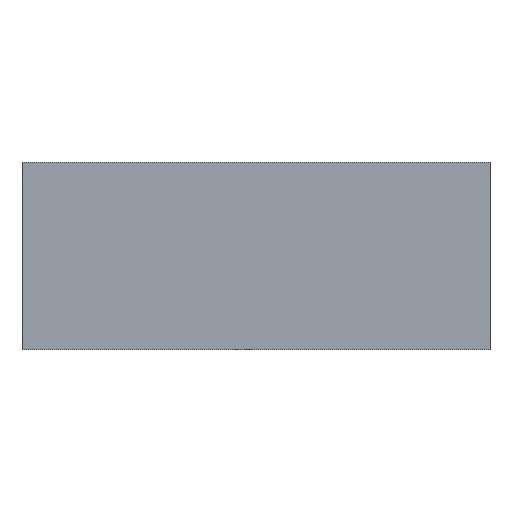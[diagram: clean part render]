
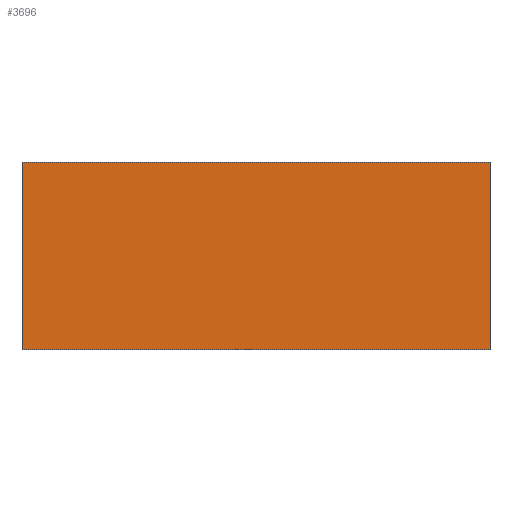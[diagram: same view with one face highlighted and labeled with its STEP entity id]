
A CAD part, front view. The second image highlights one B-rep face of the part: STEP entity #3696.
In plain terms, the highlighted planar face has unit normal (0, -1, 0).
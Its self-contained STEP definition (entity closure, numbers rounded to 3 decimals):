
#22 = VERTEX_POINT('',#23);
#23 = CARTESIAN_POINT('',(-45.,-35.5,36.));
#31 = EDGE_CURVE('',#32,#22,#34,.T.);
#32 = VERTEX_POINT('',#33);
#33 = CARTESIAN_POINT('',(-45.,-35.5,0.));
#34 = LINE('',#35,#36);
#35 = CARTESIAN_POINT('',(-45.,-35.5,0.));
#36 = VECTOR('',#37,1.);
#37 = DIRECTION('',(0.,0.,1.));
#862 = EDGE_CURVE('',#22,#863,#865,.T.);
#863 = VERTEX_POINT('',#864);
#864 = CARTESIAN_POINT('',(45.,-35.5,36.));
#865 = LINE('',#866,#867);
#866 = CARTESIAN_POINT('',(-45.,-35.5,36.));
#867 = VECTOR('',#868,1.);
#868 = DIRECTION('',(1.,0.,0.));
#3611 = EDGE_CURVE('',#32,#3612,#3614,.T.);
#3612 = VERTEX_POINT('',#3613);
#3613 = CARTESIAN_POINT('',(45.,-35.5,0.));
#3614 = LINE('',#3615,#3616);
#3615 = CARTESIAN_POINT('',(-45.,-35.5,0.));
#3616 = VECTOR('',#3617,1.);
#3617 = DIRECTION('',(1.,0.,0.));
#3696 = ADVANCED_FACE('',(#3697),#3708,.F.);
#3697 = FACE_BOUND('',#3698,.F.);
#3698 = EDGE_LOOP('',(#3699,#3700,#3701,#3702));
#3699 = ORIENTED_EDGE('',*,*,#3611,.F.);
#3700 = ORIENTED_EDGE('',*,*,#31,.T.);
#3701 = ORIENTED_EDGE('',*,*,#862,.T.);
#3702 = ORIENTED_EDGE('',*,*,#3703,.F.);
#3703 = EDGE_CURVE('',#3612,#863,#3704,.T.);
#3704 = LINE('',#3705,#3706);
#3705 = CARTESIAN_POINT('',(45.,-35.5,0.));
#3706 = VECTOR('',#3707,1.);
#3707 = DIRECTION('',(0.,0.,1.));
#3708 = PLANE('',#3709);
#3709 = AXIS2_PLACEMENT_3D('',#3710,#3711,#3712);
#3710 = CARTESIAN_POINT('',(-45.,-35.5,0.));
#3711 = DIRECTION('',(0.,1.,0.));
#3712 = DIRECTION('',(0.,0.,1.));
